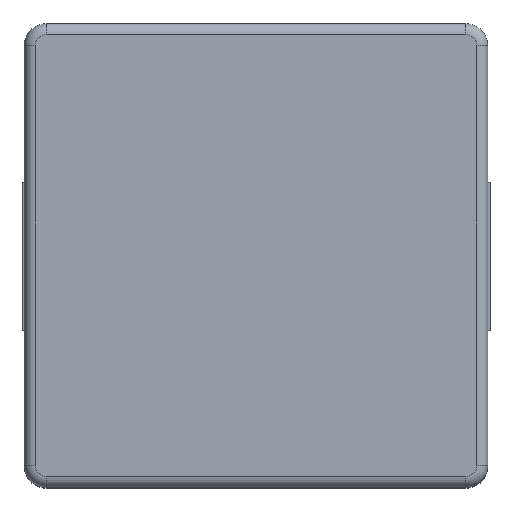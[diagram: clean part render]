
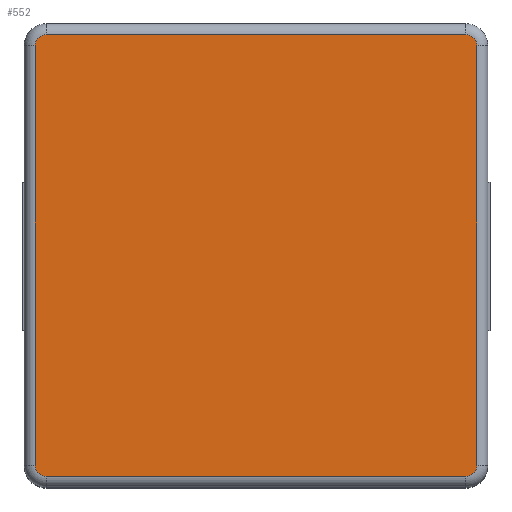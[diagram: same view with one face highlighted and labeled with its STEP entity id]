
A CAD part, top view. The second image highlights one B-rep face of the part: STEP entity #552.
In plain terms, the highlighted planar face has unit normal (0, 0, 1).
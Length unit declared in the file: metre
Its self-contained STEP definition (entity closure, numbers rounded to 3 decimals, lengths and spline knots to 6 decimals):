
#32=CIRCLE('',#778,0.00025);
#33=CIRCLE('',#779,0.00025);
#34=CIRCLE('',#780,0.00025);
#35=CIRCLE('',#781,0.00025);
#76=ORIENTED_EDGE('',*,*,#228,.T.);
#77=ORIENTED_EDGE('',*,*,#229,.T.);
#78=ORIENTED_EDGE('',*,*,#230,.T.);
#79=ORIENTED_EDGE('',*,*,#231,.T.);
#80=ORIENTED_EDGE('',*,*,#232,.T.);
#81=ORIENTED_EDGE('',*,*,#233,.T.);
#82=ORIENTED_EDGE('',*,*,#234,.T.);
#83=ORIENTED_EDGE('',*,*,#235,.T.);
#228=EDGE_CURVE('',#304,#305,#32,.T.);
#229=EDGE_CURVE('',#305,#306,#352,.T.);
#230=EDGE_CURVE('',#306,#307,#33,.T.);
#231=EDGE_CURVE('',#307,#308,#353,.F.);
#232=EDGE_CURVE('',#308,#309,#34,.T.);
#233=EDGE_CURVE('',#309,#310,#354,.F.);
#234=EDGE_CURVE('',#310,#311,#35,.T.);
#235=EDGE_CURVE('',#311,#304,#355,.T.);
#304=VERTEX_POINT('',#1036);
#305=VERTEX_POINT('',#1037);
#306=VERTEX_POINT('',#1039);
#307=VERTEX_POINT('',#1041);
#308=VERTEX_POINT('',#1043);
#309=VERTEX_POINT('',#1045);
#310=VERTEX_POINT('',#1047);
#311=VERTEX_POINT('',#1049);
#352=LINE('',#1038,#408);
#353=LINE('',#1042,#409);
#354=LINE('',#1046,#410);
#355=LINE('',#1050,#411);
#408=VECTOR('',#861,1.);
#409=VECTOR('',#864,1.);
#410=VECTOR('',#867,1.);
#411=VECTOR('',#870,1.);
#444=EDGE_LOOP('',(#76,#77,#78,#79,#80,#81,#82,#83));
#474=FACE_BOUND('',#444,.T.);
#504=PLANE('',#777);
#552=ADVANCED_FACE('',(#474),#504,.T.);
#777=AXIS2_PLACEMENT_3D('',#1034,#857,#858);
#778=AXIS2_PLACEMENT_3D('',#1035,#859,#860);
#779=AXIS2_PLACEMENT_3D('',#1040,#862,#863);
#780=AXIS2_PLACEMENT_3D('',#1044,#865,#866);
#781=AXIS2_PLACEMENT_3D('',#1048,#868,#869);
#857=DIRECTION('',(0.,0.,1.));
#858=DIRECTION('',(1.,0.,0.));
#859=DIRECTION('',(0.,0.,1.));
#860=DIRECTION('',(1.,0.,0.));
#861=DIRECTION('',(0.,-1.,0.));
#862=DIRECTION('',(0.,0.,1.));
#863=DIRECTION('',(1.,0.,0.));
#864=DIRECTION('',(-1.,0.,0.));
#865=DIRECTION('',(0.,0.,1.));
#866=DIRECTION('',(1.,0.,0.));
#867=DIRECTION('',(0.,-1.,0.));
#868=DIRECTION('',(0.,0.,1.));
#869=DIRECTION('',(1.,0.,0.));
#870=DIRECTION('',(-1.,0.,0.));
#1034=CARTESIAN_POINT('',(0.,0.,0.011));
#1035=CARTESIAN_POINT('',(-0.0048,0.0048,0.011));
#1036=CARTESIAN_POINT('',(-0.0048,0.00505,0.011));
#1037=CARTESIAN_POINT('',(-0.00505,0.0048,0.011));
#1038=CARTESIAN_POINT('',(-0.00505,-0.0048,0.011));
#1039=CARTESIAN_POINT('',(-0.00505,-0.0048,0.011));
#1040=CARTESIAN_POINT('',(-0.0048,-0.0048,0.011));
#1041=CARTESIAN_POINT('',(-0.0048,-0.00505,0.011));
#1042=CARTESIAN_POINT('',(0.,-0.00505,0.011));
#1043=CARTESIAN_POINT('',(0.0048,-0.00505,0.011));
#1044=CARTESIAN_POINT('',(0.0048,-0.0048,0.011));
#1045=CARTESIAN_POINT('',(0.00505,-0.0048,0.011));
#1046=CARTESIAN_POINT('',(0.00505,0.,0.011));
#1047=CARTESIAN_POINT('',(0.00505,0.0048,0.011));
#1048=CARTESIAN_POINT('',(0.0048,0.0048,0.011));
#1049=CARTESIAN_POINT('',(0.0048,0.00505,0.011));
#1050=CARTESIAN_POINT('',(-0.0048,0.00505,0.011));
